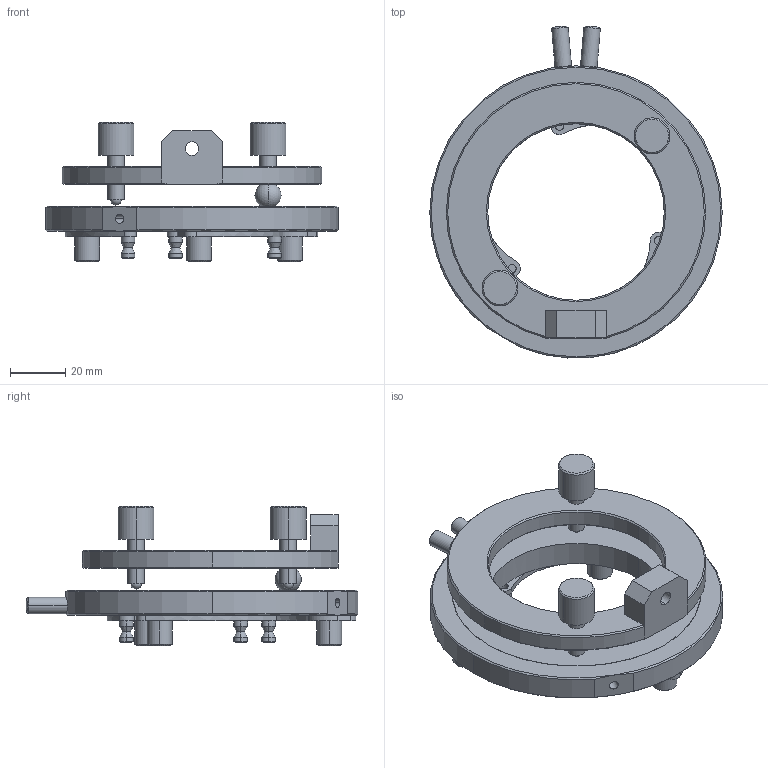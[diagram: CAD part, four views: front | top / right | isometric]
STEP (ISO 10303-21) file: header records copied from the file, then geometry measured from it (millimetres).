
FILE_DESCRIPTION (( 'STEP AP203' ), '1' );
FILE_NAME ('GCM-0501M 俋倰芞.STEP', '2018-11-19T07:25:52', ( 'china' ), ( 'china' ), 'SwSTEP 2.0', 'SolidWorks 2015', '' );
FILE_SCHEMA (( 'CONFIG_CONTROL_DESIGN' ));
Length unit declared in the file: millimetre
Products named in the file (1): GCM-0501M 俋倰芞
Bounding box: 106 x 120.37 x 50.5 mm (x, y, z)
Volume: 86453.4 mm3; surface area: 37197 mm2
Topology: 3 solids, 3 shells, 205 faces, 480 edges, 291 vertices
Faces by surface type: cylinder 88, plane 65, cone 48, sphere 4
Entity records: 5990 total; most frequent: DIRECTION 1169, CARTESIAN_POINT 1035, ORIENTED_EDGE 938, AXIS2_PLACEMENT_3D 504, EDGE_CURVE 469, CIRCLE 298, VERTEX_POINT 284, EDGE_LOOP 233
